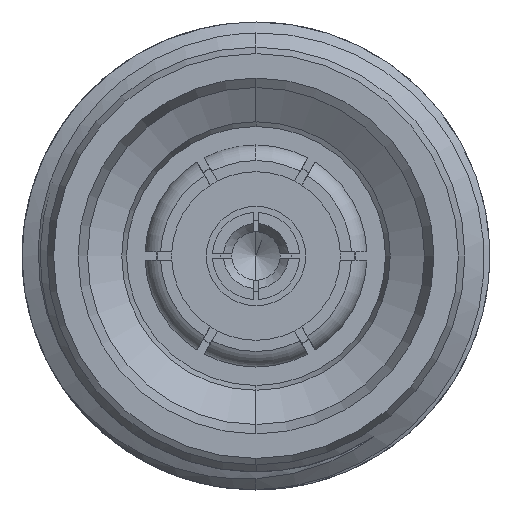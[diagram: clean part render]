
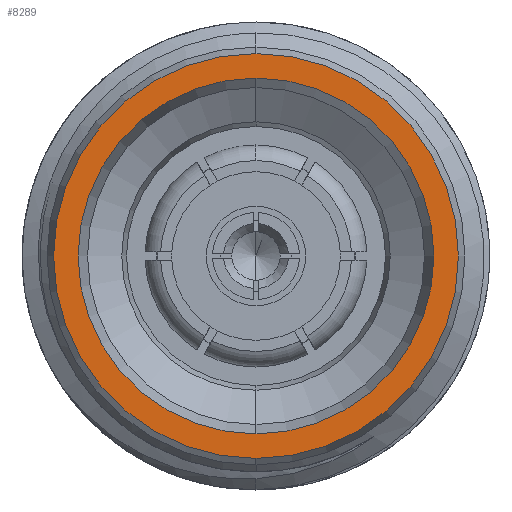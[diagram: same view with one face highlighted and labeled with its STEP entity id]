
A CAD part, left-side view. The second image highlights one B-rep face of the part: STEP entity #8289.
In plain terms, the highlighted planar face has unit normal (-1, 0, 0).
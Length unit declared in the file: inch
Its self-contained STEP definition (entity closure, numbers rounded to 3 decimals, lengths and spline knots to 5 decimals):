
#597 = DIRECTION ( 'NONE',  ( 0., 0., 1. ) ) ;
#662 = ORIENTED_EDGE ( 'NONE', *, *, #9182, .F. ) ;
#843 = AXIS2_PLACEMENT_3D ( 'NONE', #7258, #2162, #8279 ) ;
#1106 = AXIS2_PLACEMENT_3D ( 'NONE', #2920, #3873, #3819 ) ;
#1269 = FACE_BOUND ( 'NONE', #8099, .T. ) ;
#1271 = EDGE_LOOP ( 'NONE', ( #8125, #1294 ) ) ;
#1294 = ORIENTED_EDGE ( 'NONE', *, *, #2739, .T. ) ;
#1594 = VERTEX_POINT ( 'NONE', #4754 ) ;
#2162 = DIRECTION ( 'NONE',  ( 1., 0., 0. ) ) ;
#2391 = AXIS2_PLACEMENT_3D ( 'NONE', #7595, #6577, #8449 ) ;
#2433 = VERTEX_POINT ( 'NONE', #5802 ) ;
#2688 = CARTESIAN_POINT ( 'NONE',  ( 0., 0., 0. ) ) ;
#2739 = EDGE_CURVE ( 'NONE', #9776, #11073, #2905, .T. ) ;
#2905 = CIRCLE ( 'NONE', #1106, 0.23841 ) ;
#2920 = CARTESIAN_POINT ( 'NONE',  ( 0., 0., 0. ) ) ;
#3314 = CIRCLE ( 'NONE', #8376, 0.23841 ) ;
#3415 = EDGE_CURVE ( 'NONE', #2433, #1594, #6545, .T. ) ;
#3650 = ORIENTED_EDGE ( 'NONE', *, *, #3415, .F. ) ;
#3749 = FACE_OUTER_BOUND ( 'NONE', #1271, .T. ) ;
#3819 = DIRECTION ( 'NONE',  ( 0., 0., 1. ) ) ;
#3873 = DIRECTION ( 'NONE',  ( -1., 0., 0. ) ) ;
#4534 = EDGE_CURVE ( 'NONE', #11073, #9776, #3314, .T. ) ;
#4754 = CARTESIAN_POINT ( 'NONE',  ( 0., 0., -0.20955 ) ) ;
#5440 = DIRECTION ( 'NONE',  ( 0., 0., 1. ) ) ;
#5802 = CARTESIAN_POINT ( 'NONE',  ( 0., 0., 0.20955 ) ) ;
#6028 = CARTESIAN_POINT ( 'NONE',  ( 0., 0., 0.23841 ) ) ;
#6301 = CARTESIAN_POINT ( 'NONE',  ( 0., 0., 0. ) ) ;
#6545 = CIRCLE ( 'NONE', #2391, 0.20955 ) ;
#6577 = DIRECTION ( 'NONE',  ( -1., 0., 0. ) ) ;
#7258 = CARTESIAN_POINT ( 'NONE',  ( 0., 0.20955, 0. ) ) ;
#7595 = CARTESIAN_POINT ( 'NONE',  ( 0., 0., 0. ) ) ;
#7880 = AXIS2_PLACEMENT_3D ( 'NONE', #2688, #10772, #597 ) ;
#8099 = EDGE_LOOP ( 'NONE', ( #3650, #662 ) ) ;
#8125 = ORIENTED_EDGE ( 'NONE', *, *, #4534, .T. ) ;
#8279 = DIRECTION ( 'NONE',  ( 0., 0., -1. ) ) ;
#8289 = ADVANCED_FACE ( 'NONE', ( #1269, #3749 ), #10754, .F. ) ;
#8376 = AXIS2_PLACEMENT_3D ( 'NONE', #6301, #9762, #5440 ) ;
#8449 = DIRECTION ( 'NONE',  ( 0., 0., 1. ) ) ;
#8963 = CIRCLE ( 'NONE', #7880, 0.20955 ) ;
#9182 = EDGE_CURVE ( 'NONE', #1594, #2433, #8963, .T. ) ;
#9233 = CARTESIAN_POINT ( 'NONE',  ( 0., 0., -0.23841 ) ) ;
#9762 = DIRECTION ( 'NONE',  ( -1., 0., 0. ) ) ;
#9776 = VERTEX_POINT ( 'NONE', #6028 ) ;
#10754 = PLANE ( 'NONE',  #843 ) ;
#10772 = DIRECTION ( 'NONE',  ( -1., 0., 0. ) ) ;
#11073 = VERTEX_POINT ( 'NONE', #9233 ) ;
